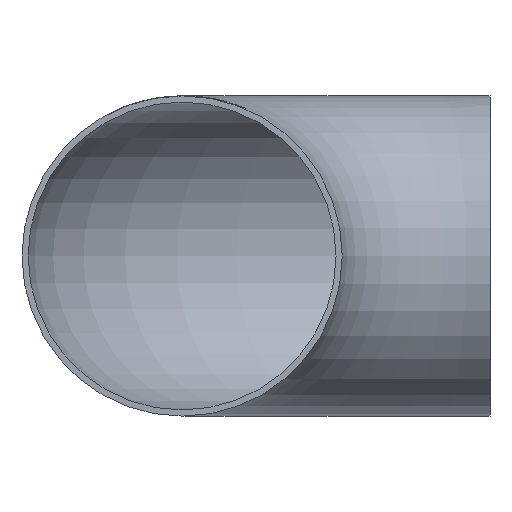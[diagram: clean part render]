
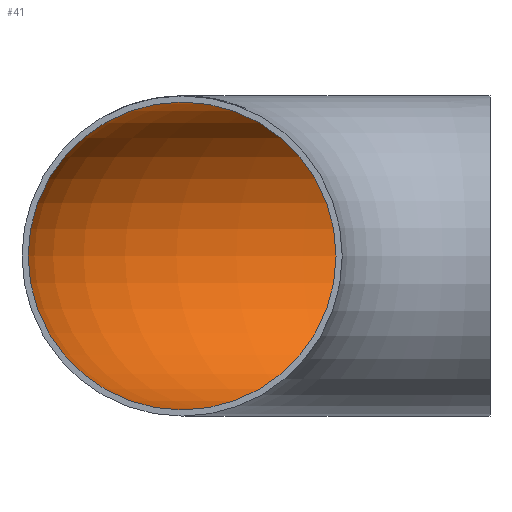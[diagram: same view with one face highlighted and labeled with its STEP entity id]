
A CAD part, front view. The second image highlights one B-rep face of the part: STEP entity #41.
In plain terms, the highlighted toroidal (fillet/blend) face has major radius 100 mm and minor radius 50 mm.
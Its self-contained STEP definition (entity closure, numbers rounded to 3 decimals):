
#41 = ADVANCED_FACE ( 'NONE', ( #12520, #6628 ), #7756, .F. ) ;
#1150 = DIRECTION ( 'NONE',  ( 0., 0., 1. ) ) ;
#1364 = ORIENTED_EDGE ( 'NONE', *, *, #15105, .T. ) ;
#3346 = EDGE_CURVE ( 'NONE', #6982, #6982, #16013, .T. ) ;
#4366 = DIRECTION ( 'NONE',  ( 0., 1., 0. ) ) ;
#4657 = ORIENTED_EDGE ( 'NONE', *, *, #3346, .F. ) ;
#5480 = VERTEX_POINT ( 'NONE', #17623 ) ;
#5597 = DIRECTION ( 'NONE',  ( 0., 1., 0. ) ) ;
#6080 = CIRCLE ( 'NONE', #14391, 50. ) ;
#6628 = FACE_OUTER_BOUND ( 'NONE', #17381, .T. ) ;
#6982 = VERTEX_POINT ( 'NONE', #11581 ) ;
#7756 = TOROIDAL_SURFACE ( 'NONE', #9985, 100., 50. ) ;
#9421 = DIRECTION ( 'NONE',  ( 0., 0., -1. ) ) ;
#9939 = AXIS2_PLACEMENT_3D ( 'NONE', #14902, #5597, #1150 ) ;
#9985 = AXIS2_PLACEMENT_3D ( 'NONE', #12621, #9421, #11116 ) ;
#10297 = EDGE_LOOP ( 'NONE', ( #1364 ) ) ;
#10372 = DIRECTION ( 'NONE',  ( 1., 0., 0. ) ) ;
#11116 = DIRECTION ( 'NONE',  ( -1., 0., 0. ) ) ;
#11581 = CARTESIAN_POINT ( 'NONE',  ( -100., 0., 50. ) ) ;
#12520 = FACE_OUTER_BOUND ( 'NONE', #10297, .T. ) ;
#12621 = CARTESIAN_POINT ( 'NONE',  ( 0., 0., 0. ) ) ;
#14391 = AXIS2_PLACEMENT_3D ( 'NONE', #17336, #10372, #4366 ) ;
#14902 = CARTESIAN_POINT ( 'NONE',  ( -100., 0., 0. ) ) ;
#15105 = EDGE_CURVE ( 'NONE', #5480, #5480, #6080, .T. ) ;
#16013 = CIRCLE ( 'NONE', #9939, 50. ) ;
#17336 = CARTESIAN_POINT ( 'NONE',  ( 0., 100., 0. ) ) ;
#17381 = EDGE_LOOP ( 'NONE', ( #4657 ) ) ;
#17623 = CARTESIAN_POINT ( 'NONE',  ( 0., 150., 0. ) ) ;
